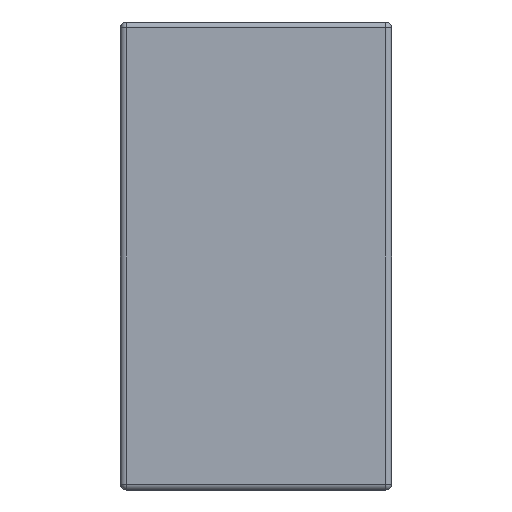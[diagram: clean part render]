
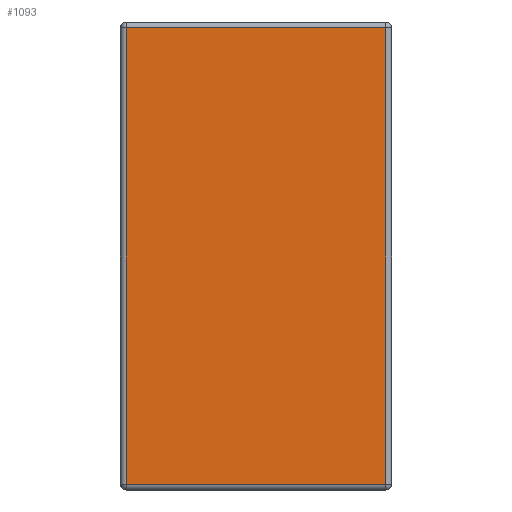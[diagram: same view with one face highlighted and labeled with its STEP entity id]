
A CAD part, left-side view. The second image highlights one B-rep face of the part: STEP entity #1093.
In plain terms, the highlighted planar face has unit normal (-1, 0, 0).
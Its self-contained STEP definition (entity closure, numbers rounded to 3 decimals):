
#15 = CARTESIAN_POINT ( 'NONE',  ( -16., 0.2, 0. ) ) ;
#25 = CARTESIAN_POINT ( 'NONE',  ( -16., 0.2, -0.2 ) ) ;
#69 = EDGE_CURVE ( 'NONE', #1798, #1200, #120, .T. ) ;
#120 = LINE ( 'NONE', #1763, #359 ) ;
#359 = VECTOR ( 'NONE', #1314, 1000. ) ;
#407 = ORIENTED_EDGE ( 'NONE', *, *, #69, .T. ) ;
#435 = CARTESIAN_POINT ( 'NONE',  ( -16., 9.5, -0.2 ) ) ;
#485 = EDGE_CURVE ( 'NONE', #753, #1236, #626, .T. ) ;
#545 = ORIENTED_EDGE ( 'NONE', *, *, #643, .T. ) ;
#626 = LINE ( 'NONE', #435, #929 ) ;
#643 = EDGE_CURVE ( 'NONE', #1200, #753, #1894, .T. ) ;
#701 = DIRECTION ( 'NONE',  ( 0., 0., -1. ) ) ;
#719 = CARTESIAN_POINT ( 'NONE',  ( -16., 9.5, 0. ) ) ;
#725 = DIRECTION ( 'NONE',  ( 0., 0., 1. ) ) ;
#753 = VERTEX_POINT ( 'NONE', #25 ) ;
#792 = AXIS2_PLACEMENT_3D ( 'NONE', #719, #1481, #725 ) ;
#924 = CARTESIAN_POINT ( 'NONE',  ( -16., 9.3, -0.2 ) ) ;
#929 = VECTOR ( 'NONE', #1792, 1000. ) ;
#969 = EDGE_CURVE ( 'NONE', #1236, #1798, #1281, .T. ) ;
#980 = CARTESIAN_POINT ( 'NONE',  ( -16., 9.3, -16.2 ) ) ;
#1093 = ADVANCED_FACE ( 'NONE', ( #1526 ), #1335, .T. ) ;
#1170 = CARTESIAN_POINT ( 'NONE',  ( -16., 9.3, 0. ) ) ;
#1200 = VERTEX_POINT ( 'NONE', #1816 ) ;
#1210 = ORIENTED_EDGE ( 'NONE', *, *, #969, .T. ) ;
#1236 = VERTEX_POINT ( 'NONE', #924 ) ;
#1281 = LINE ( 'NONE', #1170, #1665 ) ;
#1314 = DIRECTION ( 'NONE',  ( 0., -1., 0. ) ) ;
#1335 = PLANE ( 'NONE',  #792 ) ;
#1372 = DIRECTION ( 'NONE',  ( 0., 0., 1. ) ) ;
#1373 = ORIENTED_EDGE ( 'NONE', *, *, #485, .T. ) ;
#1481 = DIRECTION ( 'NONE',  ( -1., 0., 0. ) ) ;
#1495 = VECTOR ( 'NONE', #1372, 1000. ) ;
#1526 = FACE_OUTER_BOUND ( 'NONE', #1782, .T. ) ;
#1665 = VECTOR ( 'NONE', #701, 1000. ) ;
#1763 = CARTESIAN_POINT ( 'NONE',  ( -16., 9.5, -16.2 ) ) ;
#1782 = EDGE_LOOP ( 'NONE', ( #1373, #1210, #407, #545 ) ) ;
#1792 = DIRECTION ( 'NONE',  ( 0., 1., 0. ) ) ;
#1798 = VERTEX_POINT ( 'NONE', #980 ) ;
#1816 = CARTESIAN_POINT ( 'NONE',  ( -16., 0.2, -16.2 ) ) ;
#1894 = LINE ( 'NONE', #15, #1495 ) ;
